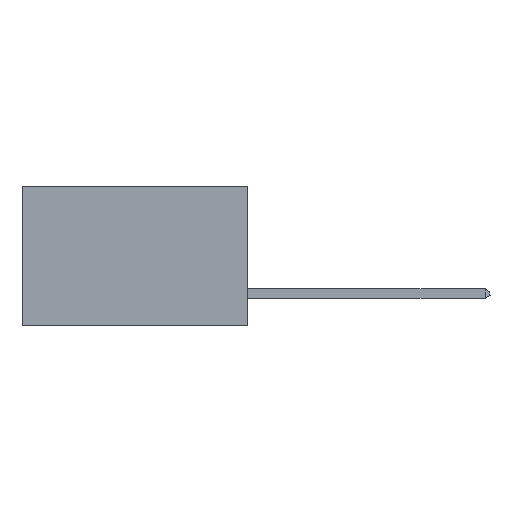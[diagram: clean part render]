
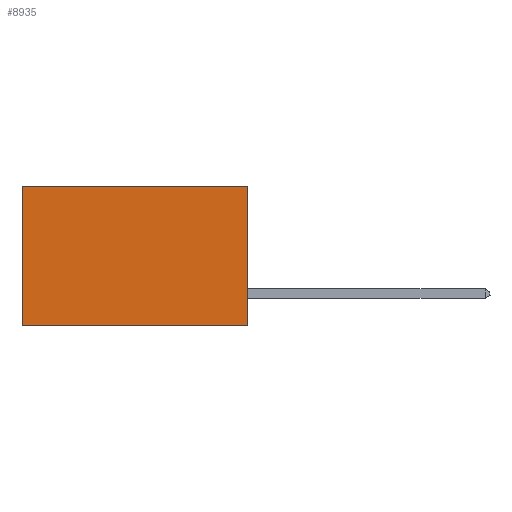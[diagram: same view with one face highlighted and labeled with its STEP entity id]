
A CAD part, left-side view. The second image highlights one B-rep face of the part: STEP entity #8935.
In plain terms, the highlighted planar face has unit normal (-1, 0, 0).
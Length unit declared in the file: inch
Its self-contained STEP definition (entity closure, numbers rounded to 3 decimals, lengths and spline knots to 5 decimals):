
#66 = DIRECTION ( 'NONE',  ( 1., 0., 0. ) ) ;
#101 = CARTESIAN_POINT ( 'NONE',  ( 0.298, 0., 0. ) ) ;
#617 = EDGE_CURVE ( 'NONE', #9390, #9748, #9012, .T. ) ;
#678 = DIRECTION ( 'NONE',  ( 0., 1., 0. ) ) ;
#894 = CARTESIAN_POINT ( 'NONE',  ( 0.298, 0.6, 0. ) ) ;
#906 = ORIENTED_EDGE ( 'NONE', *, *, #617, .T. ) ;
#916 = VERTEX_POINT ( 'NONE', #3288 ) ;
#1652 = AXIS2_PLACEMENT_3D ( 'NONE', #101, #66, #3954 ) ;
#1836 = EDGE_CURVE ( 'NONE', #9390, #3437, #3867, .T. ) ;
#2462 = PLANE ( 'NONE',  #1652 ) ;
#2648 = ORIENTED_EDGE ( 'NONE', *, *, #1836, .F. ) ;
#2671 = ORIENTED_EDGE ( 'NONE', *, *, #6424, .F. ) ;
#2885 = LINE ( 'NONE', #5276, #7168 ) ;
#3258 = VECTOR ( 'NONE', #8120, 39.37008 ) ;
#3288 = CARTESIAN_POINT ( 'NONE',  ( 0.298, 0.6, -0.37 ) ) ;
#3437 = VERTEX_POINT ( 'NONE', #7473 ) ;
#3591 = DIRECTION ( 'NONE',  ( 0., 1., 0. ) ) ;
#3668 = EDGE_CURVE ( 'NONE', #9748, #916, #5908, .T. ) ;
#3867 = LINE ( 'NONE', #8878, #3258 ) ;
#3954 = DIRECTION ( 'NONE',  ( 0., 0., -1. ) ) ;
#3992 = DIRECTION ( 'NONE',  ( 0., 0., -1. ) ) ;
#4473 = CARTESIAN_POINT ( 'NONE',  ( 0.298, 0., 0. ) ) ;
#4844 = ORIENTED_EDGE ( 'NONE', *, *, #3668, .T. ) ;
#5276 = CARTESIAN_POINT ( 'NONE',  ( 0.298, 0., -0.37 ) ) ;
#5308 = VECTOR ( 'NONE', #3992, 39.37008 ) ;
#5908 = LINE ( 'NONE', #894, #5308 ) ;
#6424 = EDGE_CURVE ( 'NONE', #3437, #916, #2885, .T. ) ;
#7168 = VECTOR ( 'NONE', #678, 39.37008 ) ;
#7473 = CARTESIAN_POINT ( 'NONE',  ( 0.298, 0., -0.37 ) ) ;
#7705 = EDGE_LOOP ( 'NONE', ( #4844, #2671, #2648, #906 ) ) ;
#8120 = DIRECTION ( 'NONE',  ( 0., 0., -1. ) ) ;
#8308 = CARTESIAN_POINT ( 'NONE',  ( 0.298, 0., 0. ) ) ;
#8878 = CARTESIAN_POINT ( 'NONE',  ( 0.298, 0., 0. ) ) ;
#8935 = ADVANCED_FACE ( 'NONE', ( #10016 ), #2462, .F. ) ;
#9012 = LINE ( 'NONE', #8308, #9730 ) ;
#9239 = CARTESIAN_POINT ( 'NONE',  ( 0.298, 0.6, 0. ) ) ;
#9390 = VERTEX_POINT ( 'NONE', #4473 ) ;
#9730 = VECTOR ( 'NONE', #3591, 39.37008 ) ;
#9748 = VERTEX_POINT ( 'NONE', #9239 ) ;
#10016 = FACE_OUTER_BOUND ( 'NONE', #7705, .T. ) ;
